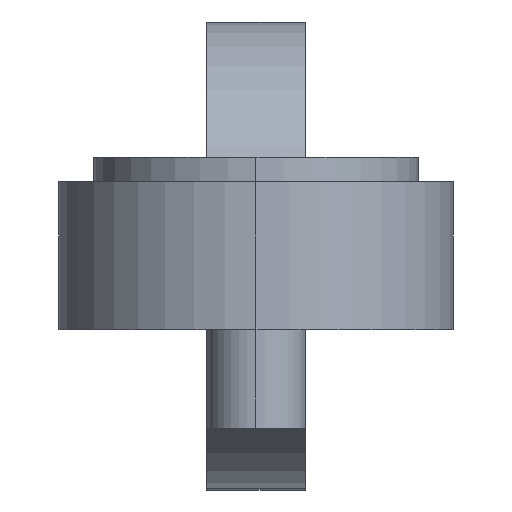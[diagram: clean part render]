
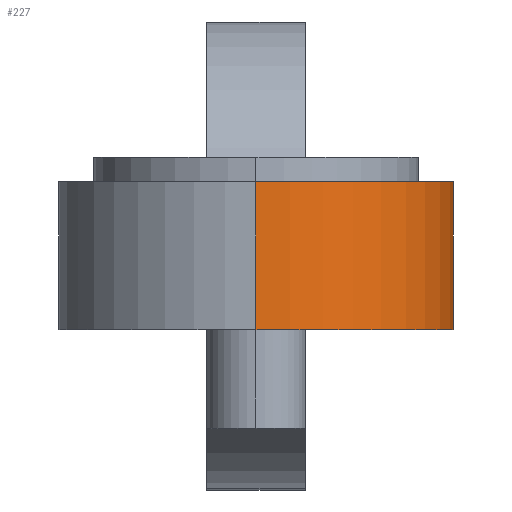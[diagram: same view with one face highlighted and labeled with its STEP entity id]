
A CAD part, left-side view. The second image highlights one B-rep face of the part: STEP entity #227.
In plain terms, the highlighted cylindrical face has radius 20 mm (diameter 40 mm), a partial arc.
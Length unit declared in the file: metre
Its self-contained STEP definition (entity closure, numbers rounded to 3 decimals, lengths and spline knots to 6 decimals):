
#11 = CARTESIAN_POINT ( 'NONE',  ( -0.081984, -0.019771, -0.0075 ) ) ;
#12 = EDGE_CURVE ( 'NONE', #734, #123, #63, .T. ) ;
#36 = CARTESIAN_POINT ( 'NONE',  ( -0.085, 0., 0.0075 ) ) ;
#41 = CARTESIAN_POINT ( 'NONE',  ( -0.085, 0., -0.0075 ) ) ;
#52 = ORIENTED_EDGE ( 'NONE', *, *, #102, .T. ) ;
#63 = LINE ( 'NONE', #494, #490 ) ;
#102 = EDGE_CURVE ( 'NONE', #409, #728, #377, .T. ) ;
#105 = CYLINDRICAL_SURFACE ( 'NONE', #567, 0.02 ) ;
#112 = CARTESIAN_POINT ( 'NONE',  ( -0.081984, -0.019771, 0.0075 ) ) ;
#113 = CIRCLE ( 'NONE', #297, 0.02 ) ;
#116 = CIRCLE ( 'NONE', #752, 0.02 ) ;
#123 = VERTEX_POINT ( 'NONE', #11 ) ;
#227 = ADVANCED_FACE ( 'NONE', ( #535 ), #105, .T. ) ;
#235 = DIRECTION ( 'NONE',  ( -1., 0., 0. ) ) ;
#272 = EDGE_CURVE ( 'NONE', #728, #123, #116, .T. ) ;
#297 = AXIS2_PLACEMENT_3D ( 'NONE', #509, #703, #576 ) ;
#298 = CARTESIAN_POINT ( 'NONE',  ( -0.105, 0., 0.0075 ) ) ;
#315 = DIRECTION ( 'NONE',  ( 0., 0., -1. ) ) ;
#377 = LINE ( 'NONE', #762, #596 ) ;
#409 = VERTEX_POINT ( 'NONE', #298 ) ;
#451 = ORIENTED_EDGE ( 'NONE', *, *, #12, .F. ) ;
#462 = CARTESIAN_POINT ( 'NONE',  ( -0.105, 0., -0.0075 ) ) ;
#490 = VECTOR ( 'NONE', #315, 1. ) ;
#494 = CARTESIAN_POINT ( 'NONE',  ( -0.081984, -0.019771, 0.0075 ) ) ;
#509 = CARTESIAN_POINT ( 'NONE',  ( -0.085, 0., 0.0075 ) ) ;
#535 = FACE_OUTER_BOUND ( 'NONE', #580, .T. ) ;
#551 = ORIENTED_EDGE ( 'NONE', *, *, #799, .F. ) ;
#567 = AXIS2_PLACEMENT_3D ( 'NONE', #36, #787, #235 ) ;
#576 = DIRECTION ( 'NONE',  ( 1., 0., 0. ) ) ;
#580 = EDGE_LOOP ( 'NONE', ( #551, #52, #667, #451 ) ) ;
#596 = VECTOR ( 'NONE', #700, 1. ) ;
#598 = DIRECTION ( 'NONE',  ( 1., 0., 0. ) ) ;
#655 = DIRECTION ( 'NONE',  ( 0., 0., 1. ) ) ;
#667 = ORIENTED_EDGE ( 'NONE', *, *, #272, .T. ) ;
#700 = DIRECTION ( 'NONE',  ( 0., 0., -1. ) ) ;
#703 = DIRECTION ( 'NONE',  ( 0., 0., 1. ) ) ;
#728 = VERTEX_POINT ( 'NONE', #462 ) ;
#734 = VERTEX_POINT ( 'NONE', #112 ) ;
#752 = AXIS2_PLACEMENT_3D ( 'NONE', #41, #655, #598 ) ;
#762 = CARTESIAN_POINT ( 'NONE',  ( -0.105, 0., 0.0075 ) ) ;
#787 = DIRECTION ( 'NONE',  ( 0., 0., -1. ) ) ;
#799 = EDGE_CURVE ( 'NONE', #409, #734, #113, .T. ) ;
